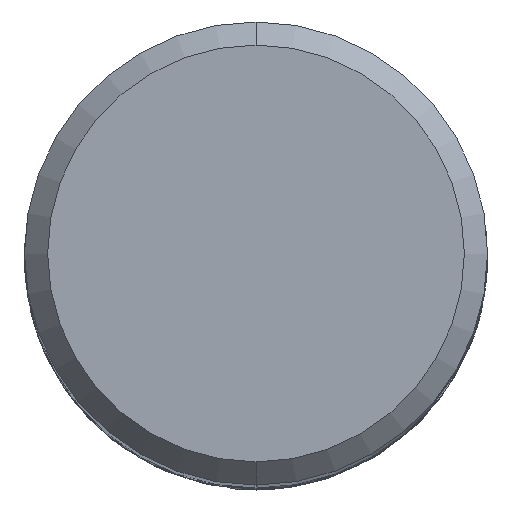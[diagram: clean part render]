
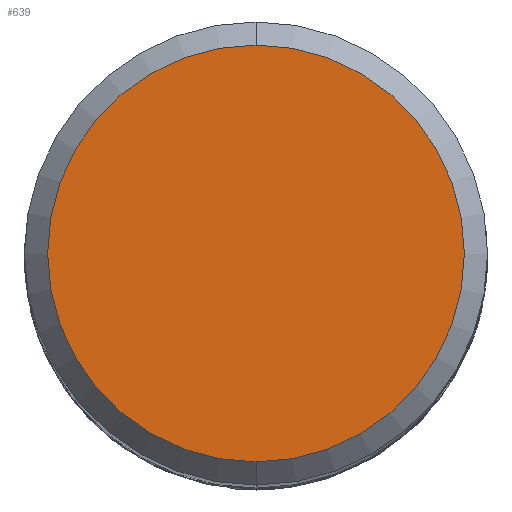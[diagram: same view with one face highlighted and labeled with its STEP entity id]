
A CAD part, top view. The second image highlights one B-rep face of the part: STEP entity #639.
In plain terms, the highlighted planar face has unit normal (0, 0, 1).
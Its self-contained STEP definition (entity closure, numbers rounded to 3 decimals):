
#637=VERTEX_POINT('',#1791);
#639=ADVANCED_FACE('',(#1793),#1794,.T.);
#693=EDGE_CURVE('',#637,#1187,#1853,.T.);
#1187=VERTEX_POINT('',#2390);
#1667=EDGE_CURVE('',#1187,#637,#2920,.T.);
#1791=CARTESIAN_POINT('',(0.,-7.2,0.0));
#1793=FACE_OUTER_BOUND('',#3474,.T.);
#1794=PLANE('',#3475);
#1853=CIRCLE('',#4059,7.2);
#2390=CARTESIAN_POINT('',(0.0,7.2,0.0));
#2920=CIRCLE('',#13420,7.2);
#3474=EDGE_LOOP('',(#13633,#13634));
#3475=AXIS2_PLACEMENT_3D('',#13635,#13636,#13637);
#4059=AXIS2_PLACEMENT_3D('',#13701,#13702,#13703);
#13420=AXIS2_PLACEMENT_3D('',#14828,#14829,#14830);
#13633=ORIENTED_EDGE('',*,*,#1667,.F.);
#13634=ORIENTED_EDGE('',*,*,#693,.F.);
#13635=CARTESIAN_POINT('',(0.0,3.6,0.0));
#13636=DIRECTION('',(-0.0,0.0,1.0));
#13637=DIRECTION('',(0.0,-1.0,0.0));
#13701=CARTESIAN_POINT('',(0.0,0.0,0.0));
#13702=DIRECTION('',(0.0,0.0,-1.0));
#13703=DIRECTION('',(0.0,1.0,0.0));
#14828=CARTESIAN_POINT('',(0.0,0.0,0.0));
#14829=DIRECTION('',(0.0,0.0,-1.0));
#14830=DIRECTION('',(0.0,1.0,0.0));
